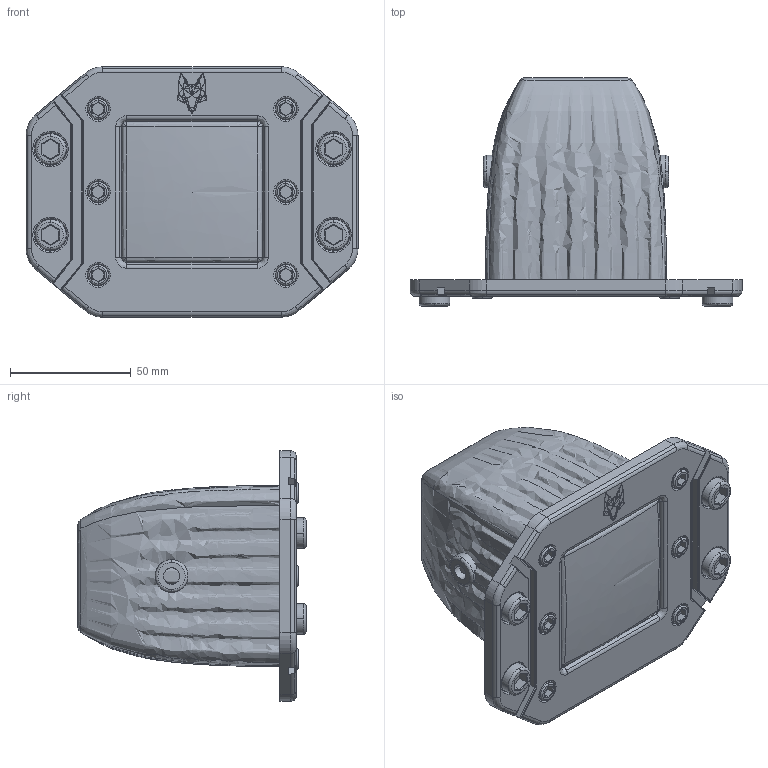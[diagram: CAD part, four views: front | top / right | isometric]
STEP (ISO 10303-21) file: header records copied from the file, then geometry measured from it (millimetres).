
FILE_DESCRIPTION(('FreeCAD Model'),'2;1');
FILE_NAME('Open CASCADE Shape Model','2025-05-03T05:37:25',('FreeCAD'),( 'FreeCAD'),'Open CASCADE STEP processor 7.6','FreeCAD','Unknown');
FILE_SCHEMA(('AUTOMOTIVE_DESIGN { 1 0 10303 214 1 1 1 1 }'));
Products named in the file (1): Open CASCADE STEP translator 7.6 1
Bounding box: 137.69 x 94.63 x 103.83 mm (x, y, z)
Volume: 452925.4 mm3; surface area: 91030.6 mm2
Topology: 24 solids, 24 shells, 1460 faces, 3687 edges, 2412 vertices
Faces by surface type: bspline 1460
Entity records: 70442 total; most frequent: CARTESIAN_POINT 48353, ORIENTED_EDGE 7356, EDGE_CURVE 3678, B_SPLINE_CURVE_WITH_KNOTS 2755, VERTEX_POINT 2412, FACE_BOUND 1694, EDGE_LOOP 1694, ADVANCED_FACE 1460
